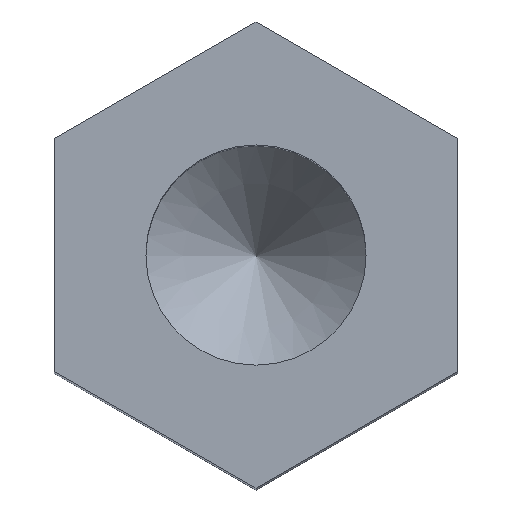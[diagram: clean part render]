
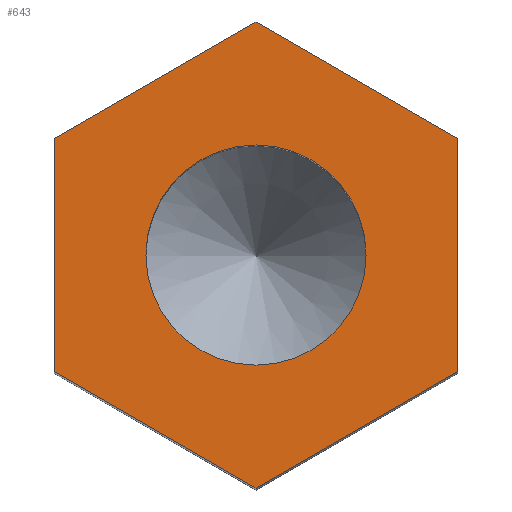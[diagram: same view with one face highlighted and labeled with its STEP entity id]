
A CAD part, top view. The second image highlights one B-rep face of the part: STEP entity #643.
In plain terms, the highlighted planar face has unit normal (0, 0, 1).
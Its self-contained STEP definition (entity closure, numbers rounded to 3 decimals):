
#188 = PLANE('',#189);
#189 = AXIS2_PLACEMENT_3D('',#190,#191,#192);
#190 = CARTESIAN_POINT('',(-2.75,-1.588,0.));
#191 = DIRECTION('',(-1.,0.,0.));
#192 = DIRECTION('',(0.,1.,0.));
#216 = PLANE('',#217);
#217 = AXIS2_PLACEMENT_3D('',#218,#219,#220);
#218 = CARTESIAN_POINT('',(0.,-3.175,0.));
#219 = DIRECTION('',(-0.5,-0.866,0.));
#220 = DIRECTION('',(-0.866,0.5,0.));
#244 = PLANE('',#245);
#245 = AXIS2_PLACEMENT_3D('',#246,#247,#248);
#246 = CARTESIAN_POINT('',(2.75,-1.588,0.));
#247 = DIRECTION('',(0.5,-0.866,0.));
#248 = DIRECTION('',(-0.866,-0.5,0.));
#272 = PLANE('',#273);
#273 = AXIS2_PLACEMENT_3D('',#274,#275,#276);
#274 = CARTESIAN_POINT('',(2.75,1.588,0.));
#275 = DIRECTION('',(1.,0.,0.));
#276 = DIRECTION('',(0.,-1.,0.));
#300 = PLANE('',#301);
#301 = AXIS2_PLACEMENT_3D('',#302,#303,#304);
#302 = CARTESIAN_POINT('',(0.,3.175,0.));
#303 = DIRECTION('',(0.5,0.866,0.));
#304 = DIRECTION('',(0.866,-0.5,0.));
#326 = PLANE('',#327);
#327 = AXIS2_PLACEMENT_3D('',#328,#329,#330);
#328 = CARTESIAN_POINT('',(-2.75,1.588,0.));
#329 = DIRECTION('',(-0.5,0.866,0.));
#330 = DIRECTION('',(0.866,0.5,0.));
#349 = VERTEX_POINT('',#350);
#350 = CARTESIAN_POINT('',(-2.75,-1.588,15.));
#371 = EDGE_CURVE('',#349,#372,#374,.T.);
#372 = VERTEX_POINT('',#373);
#373 = CARTESIAN_POINT('',(-2.75,1.588,15.));
#374 = SURFACE_CURVE('',#375,(#379,#386),.PCURVE_S1.);
#375 = LINE('',#376,#377);
#376 = CARTESIAN_POINT('',(-2.75,-1.588,15.));
#377 = VECTOR('',#378,1.);
#378 = DIRECTION('',(0.,1.,0.));
#379 = PCURVE('',#188,#380);
#380 = DEFINITIONAL_REPRESENTATION('',(#381),#385);
#381 = LINE('',#382,#383);
#382 = CARTESIAN_POINT('',(0.,-15.));
#383 = VECTOR('',#384,1.);
#384 = DIRECTION('',(1.,0.));
#385 = ( GEOMETRIC_REPRESENTATION_CONTEXT(2) 
PARAMETRIC_REPRESENTATION_CONTEXT() REPRESENTATION_CONTEXT('2D SPACE',''
  ) );
#386 = PCURVE('',#387,#392);
#387 = PLANE('',#388);
#388 = AXIS2_PLACEMENT_3D('',#389,#390,#391);
#389 = CARTESIAN_POINT('',(-2.75,-1.588,15.));
#390 = DIRECTION('',(0.,0.,1.));
#391 = DIRECTION('',(1.,0.,0.));
#392 = DEFINITIONAL_REPRESENTATION('',(#393),#397);
#393 = LINE('',#394,#395);
#394 = CARTESIAN_POINT('',(0.,0.));
#395 = VECTOR('',#396,1.);
#396 = DIRECTION('',(0.,1.));
#397 = ( GEOMETRIC_REPRESENTATION_CONTEXT(2) 
PARAMETRIC_REPRESENTATION_CONTEXT() REPRESENTATION_CONTEXT('2D SPACE',''
  ) );
#425 = VERTEX_POINT('',#426);
#426 = CARTESIAN_POINT('',(0.,-3.175,15.));
#447 = EDGE_CURVE('',#425,#349,#448,.T.);
#448 = SURFACE_CURVE('',#449,(#453,#460),.PCURVE_S1.);
#449 = LINE('',#450,#451);
#450 = CARTESIAN_POINT('',(0.,-3.175,15.));
#451 = VECTOR('',#452,1.);
#452 = DIRECTION('',(-0.866,0.5,0.));
#453 = PCURVE('',#216,#454);
#454 = DEFINITIONAL_REPRESENTATION('',(#455),#459);
#455 = LINE('',#456,#457);
#456 = CARTESIAN_POINT('',(0.,-15.));
#457 = VECTOR('',#458,1.);
#458 = DIRECTION('',(1.,0.));
#459 = ( GEOMETRIC_REPRESENTATION_CONTEXT(2) 
PARAMETRIC_REPRESENTATION_CONTEXT() REPRESENTATION_CONTEXT('2D SPACE',''
  ) );
#460 = PCURVE('',#387,#461);
#461 = DEFINITIONAL_REPRESENTATION('',(#462),#466);
#462 = LINE('',#463,#464);
#463 = CARTESIAN_POINT('',(2.75,-1.588));
#464 = VECTOR('',#465,1.);
#465 = DIRECTION('',(-0.866,0.5));
#466 = ( GEOMETRIC_REPRESENTATION_CONTEXT(2) 
PARAMETRIC_REPRESENTATION_CONTEXT() REPRESENTATION_CONTEXT('2D SPACE',''
  ) );
#474 = EDGE_CURVE('',#372,#475,#477,.T.);
#475 = VERTEX_POINT('',#476);
#476 = CARTESIAN_POINT('',(0.,3.175,15.));
#477 = SURFACE_CURVE('',#478,(#482,#489),.PCURVE_S1.);
#478 = LINE('',#479,#480);
#479 = CARTESIAN_POINT('',(-2.75,1.588,15.));
#480 = VECTOR('',#481,1.);
#481 = DIRECTION('',(0.866,0.5,0.));
#482 = PCURVE('',#326,#483);
#483 = DEFINITIONAL_REPRESENTATION('',(#484),#488);
#484 = LINE('',#485,#486);
#485 = CARTESIAN_POINT('',(0.,-15.));
#486 = VECTOR('',#487,1.);
#487 = DIRECTION('',(1.,0.));
#488 = ( GEOMETRIC_REPRESENTATION_CONTEXT(2) 
PARAMETRIC_REPRESENTATION_CONTEXT() REPRESENTATION_CONTEXT('2D SPACE',''
  ) );
#489 = PCURVE('',#387,#490);
#490 = DEFINITIONAL_REPRESENTATION('',(#491),#495);
#491 = LINE('',#492,#493);
#492 = CARTESIAN_POINT('',(0.,3.175));
#493 = VECTOR('',#494,1.);
#494 = DIRECTION('',(0.866,0.5));
#495 = ( GEOMETRIC_REPRESENTATION_CONTEXT(2) 
PARAMETRIC_REPRESENTATION_CONTEXT() REPRESENTATION_CONTEXT('2D SPACE',''
  ) );
#523 = VERTEX_POINT('',#524);
#524 = CARTESIAN_POINT('',(2.75,-1.588,15.));
#545 = EDGE_CURVE('',#523,#425,#546,.T.);
#546 = SURFACE_CURVE('',#547,(#551,#558),.PCURVE_S1.);
#547 = LINE('',#548,#549);
#548 = CARTESIAN_POINT('',(2.75,-1.588,15.));
#549 = VECTOR('',#550,1.);
#550 = DIRECTION('',(-0.866,-0.5,0.));
#551 = PCURVE('',#244,#552);
#552 = DEFINITIONAL_REPRESENTATION('',(#553),#557);
#553 = LINE('',#554,#555);
#554 = CARTESIAN_POINT('',(0.,-15.));
#555 = VECTOR('',#556,1.);
#556 = DIRECTION('',(1.,-0.));
#557 = ( GEOMETRIC_REPRESENTATION_CONTEXT(2) 
PARAMETRIC_REPRESENTATION_CONTEXT() REPRESENTATION_CONTEXT('2D SPACE',''
  ) );
#558 = PCURVE('',#387,#559);
#559 = DEFINITIONAL_REPRESENTATION('',(#560),#564);
#560 = LINE('',#561,#562);
#561 = CARTESIAN_POINT('',(5.5,0.));
#562 = VECTOR('',#563,1.);
#563 = DIRECTION('',(-0.866,-0.5));
#564 = ( GEOMETRIC_REPRESENTATION_CONTEXT(2) 
PARAMETRIC_REPRESENTATION_CONTEXT() REPRESENTATION_CONTEXT('2D SPACE',''
  ) );
#572 = EDGE_CURVE('',#475,#573,#575,.T.);
#573 = VERTEX_POINT('',#574);
#574 = CARTESIAN_POINT('',(2.75,1.588,15.));
#575 = SURFACE_CURVE('',#576,(#580,#587),.PCURVE_S1.);
#576 = LINE('',#577,#578);
#577 = CARTESIAN_POINT('',(0.,3.175,15.));
#578 = VECTOR('',#579,1.);
#579 = DIRECTION('',(0.866,-0.5,0.));
#580 = PCURVE('',#300,#581);
#581 = DEFINITIONAL_REPRESENTATION('',(#582),#586);
#582 = LINE('',#583,#584);
#583 = CARTESIAN_POINT('',(0.,-15.));
#584 = VECTOR('',#585,1.);
#585 = DIRECTION('',(1.,0.));
#586 = ( GEOMETRIC_REPRESENTATION_CONTEXT(2) 
PARAMETRIC_REPRESENTATION_CONTEXT() REPRESENTATION_CONTEXT('2D SPACE',''
  ) );
#587 = PCURVE('',#387,#588);
#588 = DEFINITIONAL_REPRESENTATION('',(#589),#593);
#589 = LINE('',#590,#591);
#590 = CARTESIAN_POINT('',(2.75,4.763));
#591 = VECTOR('',#592,1.);
#592 = DIRECTION('',(0.866,-0.5));
#593 = ( GEOMETRIC_REPRESENTATION_CONTEXT(2) 
PARAMETRIC_REPRESENTATION_CONTEXT() REPRESENTATION_CONTEXT('2D SPACE',''
  ) );
#621 = EDGE_CURVE('',#573,#523,#622,.T.);
#622 = SURFACE_CURVE('',#623,(#627,#634),.PCURVE_S1.);
#623 = LINE('',#624,#625);
#624 = CARTESIAN_POINT('',(2.75,1.588,15.));
#625 = VECTOR('',#626,1.);
#626 = DIRECTION('',(0.,-1.,0.));
#627 = PCURVE('',#272,#628);
#628 = DEFINITIONAL_REPRESENTATION('',(#629),#633);
#629 = LINE('',#630,#631);
#630 = CARTESIAN_POINT('',(0.,-15.));
#631 = VECTOR('',#632,1.);
#632 = DIRECTION('',(1.,0.));
#633 = ( GEOMETRIC_REPRESENTATION_CONTEXT(2) 
PARAMETRIC_REPRESENTATION_CONTEXT() REPRESENTATION_CONTEXT('2D SPACE',''
  ) );
#634 = PCURVE('',#387,#635);
#635 = DEFINITIONAL_REPRESENTATION('',(#636),#640);
#636 = LINE('',#637,#638);
#637 = CARTESIAN_POINT('',(5.5,3.175));
#638 = VECTOR('',#639,1.);
#639 = DIRECTION('',(0.,-1.));
#640 = ( GEOMETRIC_REPRESENTATION_CONTEXT(2) 
PARAMETRIC_REPRESENTATION_CONTEXT() REPRESENTATION_CONTEXT('2D SPACE',''
  ) );
#643 = ADVANCED_FACE('',(#644,#652),#387,.T.);
#644 = FACE_BOUND('',#645,.T.);
#645 = EDGE_LOOP('',(#646,#647,#648,#649,#650,#651));
#646 = ORIENTED_EDGE('',*,*,#371,.F.);
#647 = ORIENTED_EDGE('',*,*,#447,.F.);
#648 = ORIENTED_EDGE('',*,*,#545,.F.);
#649 = ORIENTED_EDGE('',*,*,#621,.F.);
#650 = ORIENTED_EDGE('',*,*,#572,.F.);
#651 = ORIENTED_EDGE('',*,*,#474,.F.);
#652 = FACE_BOUND('',#653,.T.);
#653 = EDGE_LOOP('',(#654));
#654 = ORIENTED_EDGE('',*,*,#655,.F.);
#655 = EDGE_CURVE('',#656,#656,#658,.T.);
#656 = VERTEX_POINT('',#657);
#657 = CARTESIAN_POINT('',(1.5,0.,15.));
#658 = SURFACE_CURVE('',#659,(#664,#671),.PCURVE_S1.);
#659 = CIRCLE('',#660,1.5);
#660 = AXIS2_PLACEMENT_3D('',#661,#662,#663);
#661 = CARTESIAN_POINT('',(0.,0.,15.));
#662 = DIRECTION('',(0.,0.,1.));
#663 = DIRECTION('',(1.,0.,0.));
#664 = PCURVE('',#387,#665);
#665 = DEFINITIONAL_REPRESENTATION('',(#666),#670);
#666 = CIRCLE('',#667,1.5);
#667 = AXIS2_PLACEMENT_2D('',#668,#669);
#668 = CARTESIAN_POINT('',(2.75,1.588));
#669 = DIRECTION('',(1.,0.));
#670 = ( GEOMETRIC_REPRESENTATION_CONTEXT(2) 
PARAMETRIC_REPRESENTATION_CONTEXT() REPRESENTATION_CONTEXT('2D SPACE',''
  ) );
#671 = PCURVE('',#672,#677);
#672 = CYLINDRICAL_SURFACE('',#673,1.5);
#673 = AXIS2_PLACEMENT_3D('',#674,#675,#676);
#674 = CARTESIAN_POINT('',(0.,0.,15.));
#675 = DIRECTION('',(0.,0.,1.));
#676 = DIRECTION('',(1.,0.,0.));
#677 = DEFINITIONAL_REPRESENTATION('',(#678),#682);
#678 = LINE('',#679,#680);
#679 = CARTESIAN_POINT('',(0.,0.));
#680 = VECTOR('',#681,1.);
#681 = DIRECTION('',(1.,0.));
#682 = ( GEOMETRIC_REPRESENTATION_CONTEXT(2) 
PARAMETRIC_REPRESENTATION_CONTEXT() REPRESENTATION_CONTEXT('2D SPACE',''
  ) );
